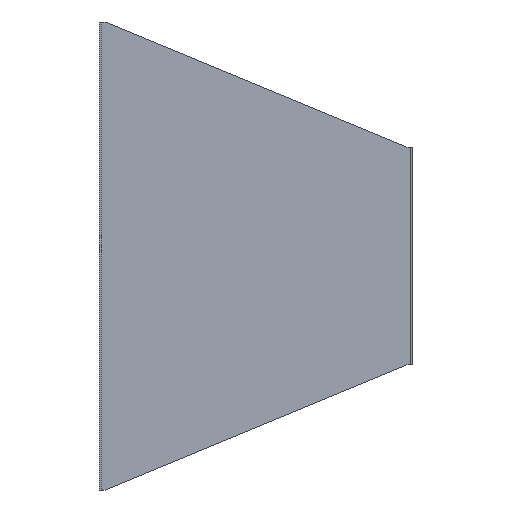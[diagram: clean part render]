
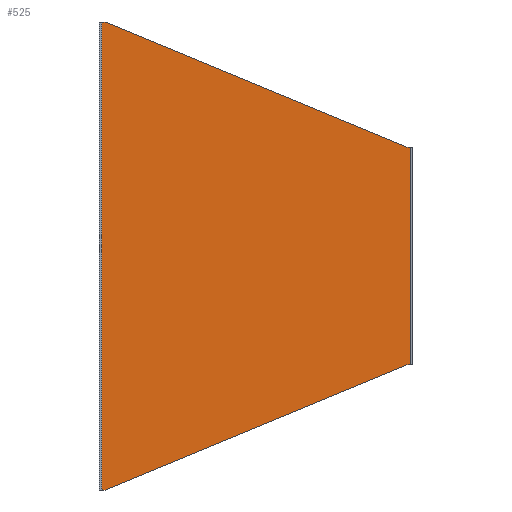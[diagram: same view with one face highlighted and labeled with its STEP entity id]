
A CAD part, front view. The second image highlights one B-rep face of the part: STEP entity #525.
In plain terms, the highlighted planar face has unit normal (0, -1, 0).
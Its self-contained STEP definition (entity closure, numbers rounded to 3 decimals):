
#13 = CARTESIAN_POINT ( 'NONE',  ( -44.3, -0.7, 68.699 ) ) ;
#31 = DIRECTION ( 'NONE',  ( 1., 0., 0. ) ) ;
#35 = LINE ( 'NONE', #320, #291 ) ;
#45 = CARTESIAN_POINT ( 'NONE',  ( 44.3, -0.7, -32. ) ) ;
#73 = CARTESIAN_POINT ( 'NONE',  ( -46., -0.7, 32. ) ) ;
#78 = VECTOR ( 'NONE', #232, 1000. ) ;
#80 = DIRECTION ( 'NONE',  ( 0., 0., -1. ) ) ;
#82 = ORIENTED_EDGE ( 'NONE', *, *, #298, .F. ) ;
#97 = VERTEX_POINT ( 'NONE', #13 ) ;
#107 = VECTOR ( 'NONE', #127, 1000. ) ;
#112 = LINE ( 'NONE', #272, #78 ) ;
#123 = CARTESIAN_POINT ( 'NONE',  ( -45.3, -0.7, 112.5 ) ) ;
#127 = DIRECTION ( 'NONE',  ( 0.924, 0., 0.383 ) ) ;
#132 = LINE ( 'NONE', #397, #183 ) ;
#136 = ORIENTED_EDGE ( 'NONE', *, *, #327, .T. ) ;
#137 = PLANE ( 'NONE',  #592 ) ;
#142 = VERTEX_POINT ( 'NONE', #598 ) ;
#171 = EDGE_CURVE ( 'NONE', #472, #97, #333, .T. ) ;
#173 = CARTESIAN_POINT ( 'NONE',  ( 44.3, -0.7, -32. ) ) ;
#177 = CARTESIAN_POINT ( 'NONE',  ( 45.3, -0.7, -32. ) ) ;
#183 = VECTOR ( 'NONE', #370, 1000. ) ;
#184 = FACE_OUTER_BOUND ( 'NONE', #509, .T. ) ;
#205 = ORIENTED_EDGE ( 'NONE', *, *, #239, .T. ) ;
#221 = CARTESIAN_POINT ( 'NONE',  ( 44.3, -0.7, -32. ) ) ;
#224 = DIRECTION ( 'NONE',  ( 0., 0., -1. ) ) ;
#226 = CARTESIAN_POINT ( 'NONE',  ( -46., -0.7, 112.5 ) ) ;
#232 = DIRECTION ( 'NONE',  ( -1., 0., 0. ) ) ;
#239 = EDGE_CURVE ( 'NONE', #97, #300, #132, .T. ) ;
#247 = DIRECTION ( 'NONE',  ( 0., 0., 1. ) ) ;
#263 = CARTESIAN_POINT ( 'NONE',  ( -45.3, -0.7, 68.699 ) ) ;
#264 = DIRECTION ( 'NONE',  ( 1., 0., 0. ) ) ;
#269 = DIRECTION ( 'NONE',  ( 0., 1., 0. ) ) ;
#272 = CARTESIAN_POINT ( 'NONE',  ( -46., -0.7, -68.699 ) ) ;
#291 = VECTOR ( 'NONE', #224, 1000. ) ;
#293 = EDGE_CURVE ( 'NONE', #443, #419, #112, .T. ) ;
#298 = EDGE_CURVE ( 'NONE', #142, #311, #35, .T. ) ;
#300 = VERTEX_POINT ( 'NONE', #263 ) ;
#302 = VERTEX_POINT ( 'NONE', #221 ) ;
#311 = VERTEX_POINT ( 'NONE', #177 ) ;
#319 = EDGE_CURVE ( 'NONE', #443, #302, #499, .T. ) ;
#320 = CARTESIAN_POINT ( 'NONE',  ( 45.3, -0.7, 112.5 ) ) ;
#327 = EDGE_CURVE ( 'NONE', #300, #419, #399, .T. ) ;
#333 = LINE ( 'NONE', #591, #484 ) ;
#346 = VECTOR ( 'NONE', #80, 1000. ) ;
#350 = ORIENTED_EDGE ( 'NONE', *, *, #354, .F. ) ;
#354 = EDGE_CURVE ( 'NONE', #472, #142, #431, .T. ) ;
#370 = DIRECTION ( 'NONE',  ( -1., 0., 0. ) ) ;
#376 = ORIENTED_EDGE ( 'NONE', *, *, #319, .T. ) ;
#387 = CARTESIAN_POINT ( 'NONE',  ( 44.3, -0.7, 32. ) ) ;
#395 = ORIENTED_EDGE ( 'NONE', *, *, #171, .T. ) ;
#397 = CARTESIAN_POINT ( 'NONE',  ( -44.3, -0.7, 68.699 ) ) ;
#399 = LINE ( 'NONE', #123, #346 ) ;
#419 = VERTEX_POINT ( 'NONE', #517 ) ;
#424 = EDGE_CURVE ( 'NONE', #302, #311, #438, .T. ) ;
#427 = ORIENTED_EDGE ( 'NONE', *, *, #293, .F. ) ;
#431 = LINE ( 'NONE', #73, #561 ) ;
#438 = LINE ( 'NONE', #45, #585 ) ;
#443 = VERTEX_POINT ( 'NONE', #479 ) ;
#451 = ORIENTED_EDGE ( 'NONE', *, *, #424, .T. ) ;
#472 = VERTEX_POINT ( 'NONE', #387 ) ;
#479 = CARTESIAN_POINT ( 'NONE',  ( -44.3, -0.7, -68.699 ) ) ;
#484 = VECTOR ( 'NONE', #587, 1000. ) ;
#499 = LINE ( 'NONE', #173, #107 ) ;
#509 = EDGE_LOOP ( 'NONE', ( #395, #205, #136, #427, #376, #451, #82, #350 ) ) ;
#517 = CARTESIAN_POINT ( 'NONE',  ( -45.3, -0.7, -68.699 ) ) ;
#525 = ADVANCED_FACE ( 'NONE', ( #184 ), #137, .F. ) ;
#561 = VECTOR ( 'NONE', #31, 1000. ) ;
#585 = VECTOR ( 'NONE', #264, 1000. ) ;
#587 = DIRECTION ( 'NONE',  ( -0.924, 0., 0.383 ) ) ;
#591 = CARTESIAN_POINT ( 'NONE',  ( 44.3, -0.7, 32. ) ) ;
#592 = AXIS2_PLACEMENT_3D ( 'NONE', #226, #269, #247 ) ;
#598 = CARTESIAN_POINT ( 'NONE',  ( 45.3, -0.7, 32. ) ) ;
